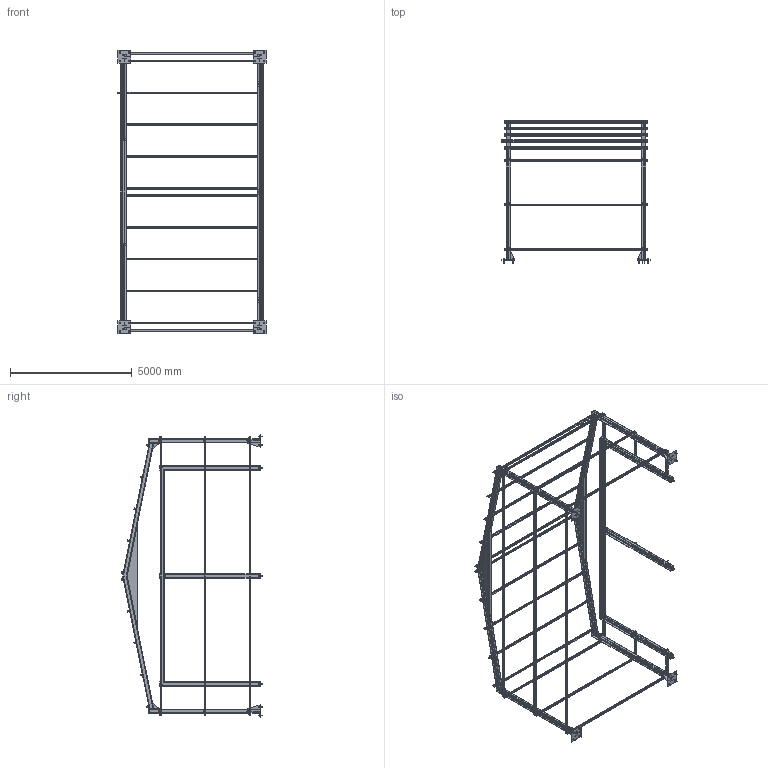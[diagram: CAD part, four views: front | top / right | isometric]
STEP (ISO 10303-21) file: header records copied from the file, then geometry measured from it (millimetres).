
FILE_DESCRIPTION(('FreeCAD Model'),'2;1');
FILE_NAME('Open CASCADE Shape Model','2025-04-30T19:53:27',('FreeCAD'),( 'FreeCAD'),'Open CASCADE STEP processor 7.6','FreeCAD','Unknown');
FILE_SCHEMA(('AUTOMOTIVE_DESIGN { 1 0 10303 214 1 1 1 1 }'));
Products named in the file (1): Open CASCADE STEP translator 7.6 1
Bounding box: 6093.26 x 5834.62 x 11652.79 mm (x, y, z)
Volume: 681380995 mm3; surface area: 131696981.7 mm2
Topology: 356 solids, 356 shells, 7012 faces, 15310 edges, 9200 vertices
Faces by surface type: bspline 7012
Entity records: 195642 total; most frequent: CARTESIAN_POINT 105137, ORIENTED_EDGE 30620, EDGE_CURVE 15310, VERTEX_POINT 9200, FACE_BOUND 7858, EDGE_LOOP 7858, B_SPLINE_CURVE_WITH_KNOTS 7694, ADVANCED_FACE 7012
